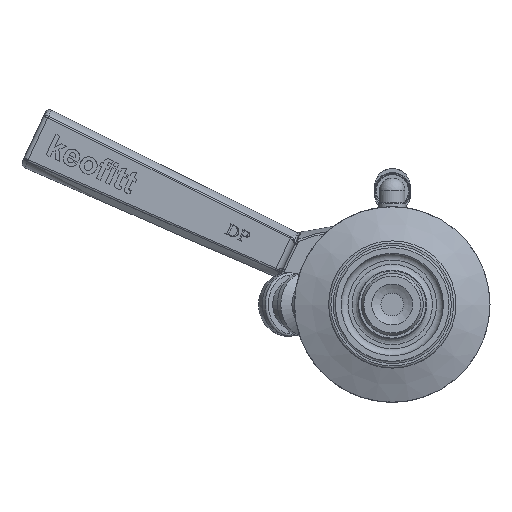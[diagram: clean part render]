
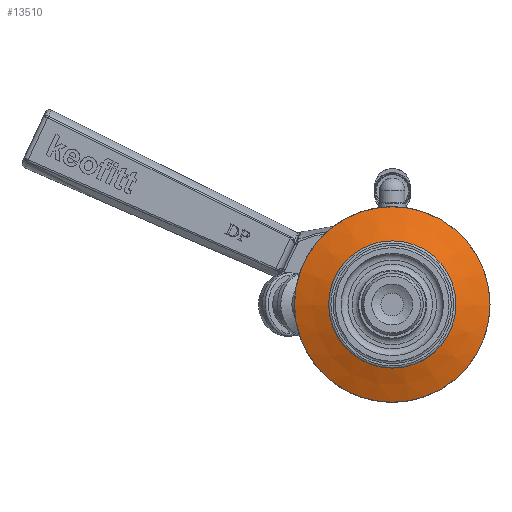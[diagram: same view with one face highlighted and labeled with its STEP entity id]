
A CAD part, front view. The second image highlights one B-rep face of the part: STEP entity #13510.
In plain terms, the highlighted conical face has half-angle 68.199 degrees and reference radius 17.75 mm.
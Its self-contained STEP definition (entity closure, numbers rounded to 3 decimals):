
#325=CONICAL_SURFACE('',#14460,17.75,1.19);
#1136=LINE('',#25155,#1995);
#1995=VECTOR('',#17158,17.75);
#3657=FACE_OUTER_BOUND('',#4438,.T.);
#4438=EDGE_LOOP('',(#11672,#11673,#11674,#11675,#11676,#11677));
#4888=CIRCLE('',#14375,21.5);
#4889=CIRCLE('',#14376,21.5);
#4948=CIRCLE('',#14458,14.);
#4949=CIRCLE('',#14459,14.);
#6160=VERTEX_POINT('',#24974);
#6161=VERTEX_POINT('',#24976);
#6213=VERTEX_POINT('',#25149);
#6214=VERTEX_POINT('',#25150);
#7995=EDGE_CURVE('',#6160,#6161,#4888,.T.);
#7996=EDGE_CURVE('',#6161,#6160,#4889,.T.);
#8066=EDGE_CURVE('',#6213,#6214,#4948,.T.);
#8067=EDGE_CURVE('',#6214,#6213,#4949,.T.);
#8069=EDGE_CURVE('',#6160,#6214,#1136,.T.);
#11672=ORIENTED_EDGE('',*,*,#7996,.F.);
#11673=ORIENTED_EDGE('',*,*,#7995,.F.);
#11674=ORIENTED_EDGE('',*,*,#8069,.T.);
#11675=ORIENTED_EDGE('',*,*,#8067,.T.);
#11676=ORIENTED_EDGE('',*,*,#8066,.T.);
#11677=ORIENTED_EDGE('',*,*,#8069,.F.);
#13510=ADVANCED_FACE('',(#3657),#325,.T.);
#14375=AXIS2_PLACEMENT_3D('',#24977,#16974,#16975);
#14376=AXIS2_PLACEMENT_3D('',#24978,#16976,#16977);
#14458=AXIS2_PLACEMENT_3D('',#25151,#17151,#17152);
#14459=AXIS2_PLACEMENT_3D('',#25152,#17153,#17154);
#14460=AXIS2_PLACEMENT_3D('',#25154,#17156,#17157);
#16974=DIRECTION('center_axis',(0.,1.,0.));
#16975=DIRECTION('ref_axis',(-1.,0.,0.));
#16976=DIRECTION('center_axis',(0.,1.,0.));
#16977=DIRECTION('ref_axis',(-1.,0.,0.));
#17151=DIRECTION('center_axis',(0.,1.,0.));
#17152=DIRECTION('ref_axis',(-1.,0.,0.));
#17153=DIRECTION('center_axis',(0.,1.,0.));
#17154=DIRECTION('ref_axis',(-1.,0.,0.));
#17156=DIRECTION('center_axis',(0.,1.,0.));
#17157=DIRECTION('ref_axis',(-1.,0.,0.));
#17158=DIRECTION('',(-0.928,-0.371,0.));
#24974=CARTESIAN_POINT('',(21.5,15.,0.));
#24976=CARTESIAN_POINT('',(-21.5,15.,0.));
#24977=CARTESIAN_POINT('Origin',(0.,15.,0.));
#24978=CARTESIAN_POINT('Origin',(0.,15.,0.));
#25149=CARTESIAN_POINT('',(-14.,12.,0.));
#25150=CARTESIAN_POINT('',(14.,12.,0.));
#25151=CARTESIAN_POINT('Origin',(0.,12.,0.));
#25152=CARTESIAN_POINT('Origin',(0.,12.,0.));
#25154=CARTESIAN_POINT('Origin',(0.,13.5,0.));
#25155=CARTESIAN_POINT('',(17.75,13.5,0.));
